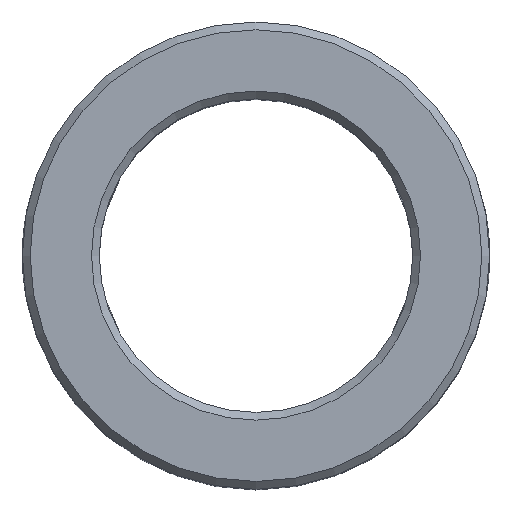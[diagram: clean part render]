
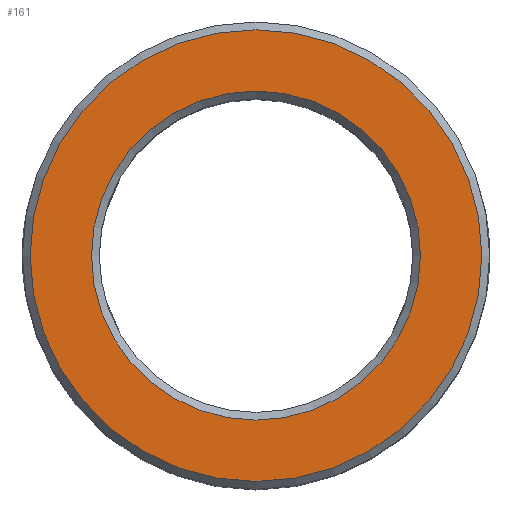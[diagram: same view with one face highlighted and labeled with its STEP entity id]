
A CAD part, top view. The second image highlights one B-rep face of the part: STEP entity #161.
In plain terms, the highlighted planar face has unit normal (0, 0, 1).
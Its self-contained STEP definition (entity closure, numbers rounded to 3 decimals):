
#161=ADVANCED_FACE('',(#231,#232),#233,.T.);
#231=FACE_OUTER_BOUND('',#291,.T.);
#232=FACE_BOUND('',#292,.T.);
#233=PLANE('',#293);
#291=EDGE_LOOP('',(#349));
#292=EDGE_LOOP('',(#350));
#293=AXIS2_PLACEMENT_3D('',#351,#352,#353);
#349=ORIENTED_EDGE('',*,*,#420,.T.);
#350=ORIENTED_EDGE('',*,*,#421,.T.);
#351=CARTESIAN_POINT('',(0.0,0.0,55.0));
#352=DIRECTION('',(0.0,0.0,1.0));
#353=DIRECTION('',(1.0,0.0,0.0));
#420=EDGE_CURVE('',#451,#451,#452,.T.);
#421=EDGE_CURVE('',#453,#453,#454,.F.);
#451=VERTEX_POINT('',#573);
#452=CIRCLE('',#574,29.0);
#453=VERTEX_POINT('',#575);
#454=CIRCLE('',#576,21.125);
#573=CARTESIAN_POINT('',(29.0,0.0,55.0));
#574=AXIS2_PLACEMENT_3D('',#868,#869,#870);
#575=CARTESIAN_POINT('',(21.125,0.,55.0));
#576=AXIS2_PLACEMENT_3D('',#871,#872,#873);
#868=CARTESIAN_POINT('',(0.0,0.0,55.0));
#869=DIRECTION('',(0.0,0.0,1.0));
#870=DIRECTION('',(1.0,0.0,0.0));
#871=CARTESIAN_POINT('',(0.0,0.0,55.0));
#872=DIRECTION('',(0.0,0.0,1.0));
#873=DIRECTION('',(1.0,0.0,0.0));
